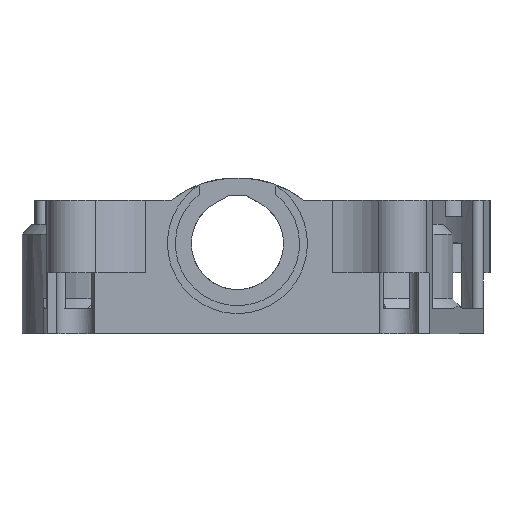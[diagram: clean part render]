
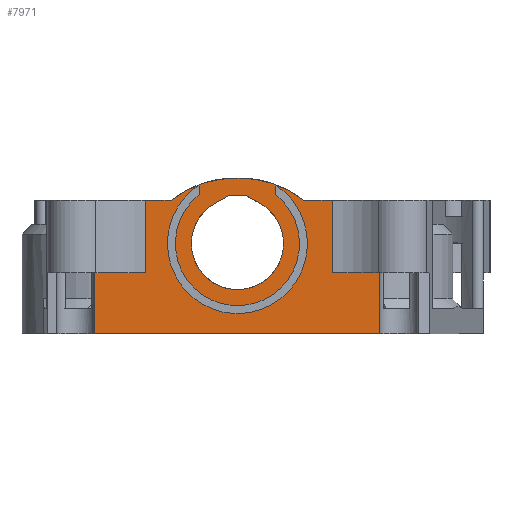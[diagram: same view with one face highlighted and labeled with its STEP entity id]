
A CAD part, front view. The second image highlights one B-rep face of the part: STEP entity #7971.
In plain terms, the highlighted planar face has unit normal (0, -1, 0).
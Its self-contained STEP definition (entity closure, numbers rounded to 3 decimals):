
#291=FACE_BOUND('',#1342,.T.);
#292=FACE_BOUND('',#1343,.T.);
#460=PLANE('',#8345);
#881=FACE_OUTER_BOUND('',#1341,.T.);
#1341=EDGE_LOOP('',(#7505,#7506,#7507,#7508,#7509,#7510,#7511,#7512,#7513,
#7514,#7515,#7516));
#1342=EDGE_LOOP('',(#7517,#7518,#7519,#7520,#7521,#7522,#7523));
#1343=EDGE_LOOP('',(#7524,#7525,#7526,#7527));
#2201=LINE('',#14786,#2734);
#2271=LINE('',#16031,#2804);
#2310=LINE('',#16196,#2843);
#2323=LINE('',#16381,#2856);
#2327=LINE('',#16393,#2860);
#2331=LINE('',#16404,#2864);
#2335=LINE('',#16415,#2868);
#2336=LINE('',#16417,#2869);
#2357=LINE('',#16590,#2890);
#2359=LINE('',#16606,#2892);
#2366=LINE('',#16639,#2899);
#2369=LINE('',#16646,#2902);
#2377=LINE('',#16669,#2910);
#2379=LINE('',#16677,#2912);
#2382=LINE('',#16692,#2915);
#2383=LINE('',#16694,#2916);
#2734=VECTOR('',#8903,10.);
#2804=VECTOR('',#9143,10.);
#2843=VECTOR('',#9258,10.);
#2856=VECTOR('',#9299,10.);
#2860=VECTOR('',#9311,10.);
#2864=VECTOR('',#9323,10.);
#2868=VECTOR('',#9337,10.);
#2869=VECTOR('',#9340,10.);
#2890=VECTOR('',#9453,10.);
#2892=VECTOR('',#9475,10.);
#2899=VECTOR('',#9524,10.);
#2902=VECTOR('',#9531,10.);
#2910=VECTOR('',#9559,10.);
#2912=VECTOR('',#9569,10.);
#2915=VECTOR('',#9594,10.);
#2916=VECTOR('',#9597,10.);
#3032=CIRCLE('',#8220,0.8);
#3034=CIRCLE('',#8223,11.);
#3036=CIRCLE('',#8227,9.75);
#3038=CIRCLE('',#8231,11.);
#3040=CIRCLE('',#8237,7.25);
#3063=CIRCLE('',#8283,16.455);
#3064=CIRCLE('',#8288,16.455);
#3633=VERTEX_POINT('',#14783);
#3634=VERTEX_POINT('',#14785);
#3765=VERTEX_POINT('',#16028);
#3766=VERTEX_POINT('',#16030);
#3815=VERTEX_POINT('',#16193);
#3816=VERTEX_POINT('',#16195);
#3829=VERTEX_POINT('',#16365);
#3830=VERTEX_POINT('',#16366);
#3833=VERTEX_POINT('',#16374);
#3835=VERTEX_POINT('',#16380);
#3837=VERTEX_POINT('',#16386);
#3839=VERTEX_POINT('',#16392);
#3841=VERTEX_POINT('',#16398);
#3843=VERTEX_POINT('',#16409);
#3844=VERTEX_POINT('',#16413);
#3865=VERTEX_POINT('',#16581);
#3866=VERTEX_POINT('',#16583);
#3867=VERTEX_POINT('',#16589);
#3871=VERTEX_POINT('',#16604);
#3876=VERTEX_POINT('',#16638);
#3878=VERTEX_POINT('',#16645);
#3883=VERTEX_POINT('',#16668);
#3885=VERTEX_POINT('',#16676);
#4692=EDGE_CURVE('',#3633,#3634,#2201,.T.);
#4881=EDGE_CURVE('',#3766,#3765,#2271,.T.);
#4951=EDGE_CURVE('',#3816,#3815,#2310,.T.);
#4971=EDGE_CURVE('',#3829,#3830,#3032,.T.);
#4975=EDGE_CURVE('',#3830,#3833,#3034,.T.);
#4978=EDGE_CURVE('',#3833,#3835,#2323,.T.);
#4981=EDGE_CURVE('',#3835,#3837,#3036,.T.);
#4984=EDGE_CURVE('',#3837,#3839,#2327,.T.);
#4987=EDGE_CURVE('',#3839,#3841,#3038,.T.);
#4990=EDGE_CURVE('',#3841,#3829,#2331,.T.);
#4992=EDGE_CURVE('',#3843,#3766,#3040,.T.);
#4995=EDGE_CURVE('',#3765,#3844,#2335,.T.);
#4996=EDGE_CURVE('',#3844,#3843,#2336,.T.);
#5046=EDGE_CURVE('',#3866,#3865,#3063,.T.);
#5049=EDGE_CURVE('',#3867,#3866,#2357,.T.);
#5051=EDGE_CURVE('',#3815,#3867,#3064,.T.);
#5057=EDGE_CURVE('',#3865,#3871,#2359,.T.);
#5072=EDGE_CURVE('',#3634,#3876,#2366,.T.);
#5076=EDGE_CURVE('',#3633,#3878,#2369,.T.);
#5088=EDGE_CURVE('',#3878,#3883,#2377,.T.);
#5092=EDGE_CURVE('',#3885,#3876,#2379,.T.);
#5100=EDGE_CURVE('',#3885,#3871,#2382,.T.);
#5101=EDGE_CURVE('',#3883,#3816,#2383,.T.);
#7505=ORIENTED_EDGE('',*,*,#5057,.T.);
#7506=ORIENTED_EDGE('',*,*,#5100,.F.);
#7507=ORIENTED_EDGE('',*,*,#5092,.T.);
#7508=ORIENTED_EDGE('',*,*,#5072,.F.);
#7509=ORIENTED_EDGE('',*,*,#4692,.F.);
#7510=ORIENTED_EDGE('',*,*,#5076,.T.);
#7511=ORIENTED_EDGE('',*,*,#5088,.T.);
#7512=ORIENTED_EDGE('',*,*,#5101,.T.);
#7513=ORIENTED_EDGE('',*,*,#4951,.T.);
#7514=ORIENTED_EDGE('',*,*,#5051,.T.);
#7515=ORIENTED_EDGE('',*,*,#5049,.T.);
#7516=ORIENTED_EDGE('',*,*,#5046,.T.);
#7517=ORIENTED_EDGE('',*,*,#4971,.T.);
#7518=ORIENTED_EDGE('',*,*,#4975,.T.);
#7519=ORIENTED_EDGE('',*,*,#4978,.T.);
#7520=ORIENTED_EDGE('',*,*,#4981,.T.);
#7521=ORIENTED_EDGE('',*,*,#4984,.T.);
#7522=ORIENTED_EDGE('',*,*,#4987,.T.);
#7523=ORIENTED_EDGE('',*,*,#4990,.T.);
#7524=ORIENTED_EDGE('',*,*,#4881,.T.);
#7525=ORIENTED_EDGE('',*,*,#4995,.T.);
#7526=ORIENTED_EDGE('',*,*,#4996,.T.);
#7527=ORIENTED_EDGE('',*,*,#4992,.T.);
#7971=ADVANCED_FACE('',(#881,#291,#292),#460,.T.);
#8220=AXIS2_PLACEMENT_3D('',#16367,#9284,#9285);
#8223=AXIS2_PLACEMENT_3D('',#16375,#9292,#9293);
#8227=AXIS2_PLACEMENT_3D('',#16387,#9304,#9305);
#8231=AXIS2_PLACEMENT_3D('',#16399,#9316,#9317);
#8237=AXIS2_PLACEMENT_3D('',#16410,#9331,#9332);
#8283=AXIS2_PLACEMENT_3D('',#16584,#9445,#9446);
#8288=AXIS2_PLACEMENT_3D('',#16594,#9459,#9460);
#8345=AXIS2_PLACEMENT_3D('',#16695,#9598,#9599);
#8903=DIRECTION('',(-1.,0.,0.));
#9143=DIRECTION('',(0.879,0.,0.478));
#9258=DIRECTION('',(-1.,0.,0.));
#9284=DIRECTION('center_axis',(0.,1.,0.));
#9285=DIRECTION('ref_axis',(-1.,0.,0.));
#9292=DIRECTION('center_axis',(0.,1.,0.));
#9293=DIRECTION('ref_axis',(-1.,0.,0.));
#9299=DIRECTION('',(0.,0.,-1.));
#9304=DIRECTION('center_axis',(0.,-1.,0.));
#9305=DIRECTION('ref_axis',(-1.,0.,0.));
#9311=DIRECTION('',(0.,0.,1.));
#9316=DIRECTION('center_axis',(0.,1.,0.));
#9317=DIRECTION('ref_axis',(-1.,0.,0.));
#9323=DIRECTION('',(0.,0.,1.));
#9331=DIRECTION('center_axis',(0.,1.,0.));
#9332=DIRECTION('ref_axis',(-1.,0.,0.));
#9337=DIRECTION('',(1.,0.,0.));
#9340=DIRECTION('',(0.879,0.,-0.478));
#9445=DIRECTION('center_axis',(0.,-1.,0.));
#9446=DIRECTION('ref_axis',(0.,0.,1.));
#9453=DIRECTION('',(-1.,0.,0.));
#9459=DIRECTION('center_axis',(0.,-1.,0.));
#9460=DIRECTION('ref_axis',(0.617,0.,0.787));
#9475=DIRECTION('',(-1.,0.,0.));
#9524=DIRECTION('',(0.,0.,1.));
#9531=DIRECTION('',(0.,0.,1.));
#9559=DIRECTION('',(-1.,0.,0.));
#9569=DIRECTION('',(-1.,0.,0.));
#9594=DIRECTION('',(0.,0.,1.));
#9597=DIRECTION('',(0.,0.,1.));
#9598=DIRECTION('center_axis',(0.,-1.,0.));
#9599=DIRECTION('ref_axis',(1.,0.,0.));
#14783=CARTESIAN_POINT('',(22.4,-21.2,0.));
#14785=CARTESIAN_POINT('',(-22.4,-21.2,0.));
#14786=CARTESIAN_POINT('',(-5.752,-21.2,0.));
#16028=CARTESIAN_POINT('',(-1.2,-21.2,21.8));
#16030=CARTESIAN_POINT('',(-3.463,-21.2,20.569));
#16031=CARTESIAN_POINT('',(-10.899,-21.2,16.526));
#16193=CARTESIAN_POINT('',(10.396,-21.2,21.));
#16195=CARTESIAN_POINT('',(14.9,-21.2,21.));
#16196=CARTESIAN_POINT('',(-2.042,-21.2,21.));
#16365=CARTESIAN_POINT('',(-11.,-21.2,15.));
#16366=CARTESIAN_POINT('',(-10.971,-21.2,14.999));
#16367=CARTESIAN_POINT('Origin',(-11.,-21.2,14.2));
#16374=CARTESIAN_POINT('',(-6.,-21.2,23.42));
#16375=CARTESIAN_POINT('Origin',(0.,-21.2,14.2));
#16380=CARTESIAN_POINT('',(-6.,-21.2,21.885));
#16381=CARTESIAN_POINT('',(-6.,-21.2,10.943));
#16386=CARTESIAN_POINT('',(6.,-21.2,21.885));
#16387=CARTESIAN_POINT('Origin',(0.,-21.2,14.2));
#16392=CARTESIAN_POINT('',(6.,-21.2,23.42));
#16393=CARTESIAN_POINT('',(6.,-21.2,11.71));
#16398=CARTESIAN_POINT('',(-11.,-21.2,14.2));
#16399=CARTESIAN_POINT('Origin',(0.,-21.2,14.2));
#16404=CARTESIAN_POINT('',(-11.,-21.2,7.5));
#16409=CARTESIAN_POINT('',(3.463,-21.2,20.569));
#16410=CARTESIAN_POINT('Origin',(0.,-21.2,
14.2));
#16413=CARTESIAN_POINT('',(1.2,-21.2,21.8));
#16415=CARTESIAN_POINT('',(-6.64,-21.2,21.8));
#16417=CARTESIAN_POINT('',(0.855,-21.2,21.987));
#16581=CARTESIAN_POINT('',(-10.396,-21.2,21.));
#16583=CARTESIAN_POINT('',(-0.25,-21.2,24.5));
#16584=CARTESIAN_POINT('Origin',(-0.25,-21.2,8.045));
#16589=CARTESIAN_POINT('',(0.25,-21.2,24.5));
#16590=CARTESIAN_POINT('',(-7.365,-21.2,24.5));
#16594=CARTESIAN_POINT('Origin',(0.25,-21.2,8.045));
#16604=CARTESIAN_POINT('',(-14.48,-21.2,21.));
#16606=CARTESIAN_POINT('',(-25.752,-21.2,21.));
#16638=CARTESIAN_POINT('',(-22.4,-21.2,9.6));
#16639=CARTESIAN_POINT('',(-22.4,-21.2,0.));
#16645=CARTESIAN_POINT('',(22.4,-21.2,9.6));
#16646=CARTESIAN_POINT('',(22.4,-21.2,0.));
#16668=CARTESIAN_POINT('',(14.9,-21.2,9.6));
#16669=CARTESIAN_POINT('',(22.4,-21.2,9.6));
#16676=CARTESIAN_POINT('',(-14.48,-21.2,9.6));
#16677=CARTESIAN_POINT('',(22.4,-21.2,9.6));
#16692=CARTESIAN_POINT('',(-14.48,-21.2,0.));
#16694=CARTESIAN_POINT('',(14.9,-21.2,0.));
#16695=CARTESIAN_POINT('Origin',(-14.48,-21.2,0.));
